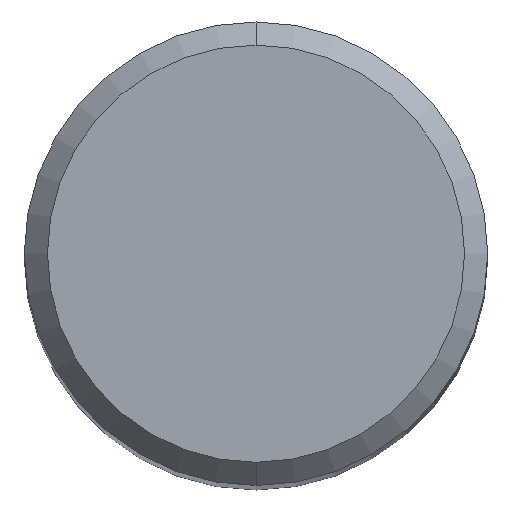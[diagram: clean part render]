
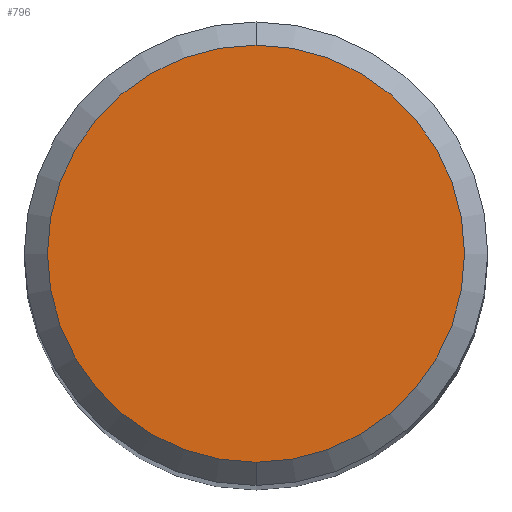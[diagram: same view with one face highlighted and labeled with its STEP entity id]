
A CAD part, top view. The second image highlights one B-rep face of the part: STEP entity #796.
In plain terms, the highlighted planar face has unit normal (0, 0, 1).
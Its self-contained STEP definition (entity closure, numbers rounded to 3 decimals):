
#466=VERTEX_POINT('',#1043);
#474=VERTEX_POINT('',#1052);
#558=EDGE_CURVE('',#466,#474,#1141,.T.);
#606=EDGE_CURVE('',#474,#466,#1195,.T.);
#796=ADVANCED_FACE('',(#1404),#1405,.T.);
#1043=CARTESIAN_POINT('',(0.,-4.5,0.0));
#1052=CARTESIAN_POINT('',(0.0,4.5,0.0));
#1141=CIRCLE('',#4396,4.5);
#1195=CIRCLE('',#4484,4.5);
#1404=FACE_OUTER_BOUND('',#5790,.T.);
#1405=PLANE('',#5791);
#4396=AXIS2_PLACEMENT_3D('',#6276,#6277,#6278);
#4484=AXIS2_PLACEMENT_3D('',#6342,#6343,#6344);
#5790=EDGE_LOOP('',(#6584,#6585));
#5791=AXIS2_PLACEMENT_3D('',#6586,#6587,#6588);
#6276=CARTESIAN_POINT('',(0.0,0.0,0.0));
#6277=DIRECTION('',(0.0,0.0,-1.0));
#6278=DIRECTION('',(0.0,1.0,0.0));
#6342=CARTESIAN_POINT('',(0.0,0.0,0.0));
#6343=DIRECTION('',(0.0,0.0,-1.0));
#6344=DIRECTION('',(0.0,1.0,0.0));
#6584=ORIENTED_EDGE('',*,*,#606,.F.);
#6585=ORIENTED_EDGE('',*,*,#558,.F.);
#6586=CARTESIAN_POINT('',(0.0,2.25,0.0));
#6587=DIRECTION('',(-0.0,0.0,1.0));
#6588=DIRECTION('',(0.0,-1.0,0.0));
